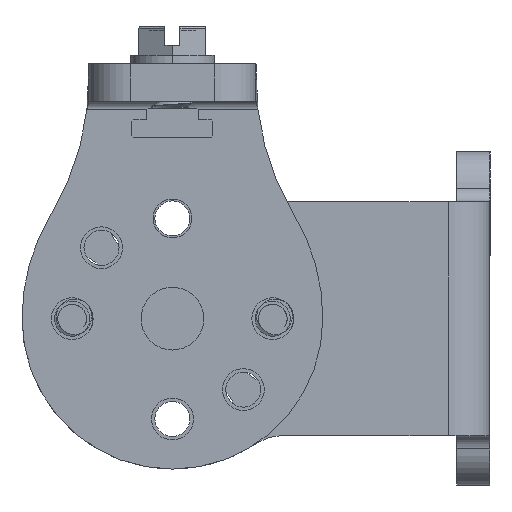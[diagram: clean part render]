
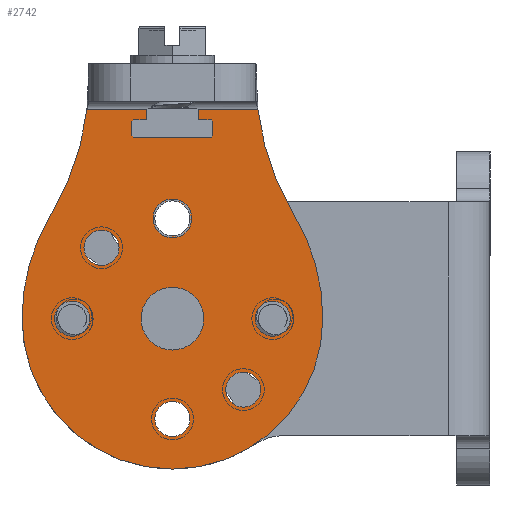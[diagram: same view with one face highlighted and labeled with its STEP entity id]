
A CAD part, left-side view. The second image highlights one B-rep face of the part: STEP entity #2742.
In plain terms, the highlighted face is planar.
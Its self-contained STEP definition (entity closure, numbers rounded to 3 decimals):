
#1972=CARTESIAN_POINT('',(30.5,4.5,6.25));
#1973=DIRECTION('',(0.,1.,0.));
#1974=DIRECTION('',(0.,0.,-1.));
#1975=AXIS2_PLACEMENT_3D('',#1972,#1973,#1974);
#1977=CARTESIAN_POINT('',(30.5,4.5,0.));
#1978=DIRECTION('',(0.,1.,0.));
#1979=DIRECTION('',(1.,0.,0.));
#1980=AXIS2_PLACEMENT_3D('',#1977,#1978,#1979);
#1982=CARTESIAN_POINT('',(30.5,4.5,0.));
#1983=DIRECTION('',(0.,1.,0.));
#1984=DIRECTION('',(0.,0.,1.));
#1985=AXIS2_PLACEMENT_3D('',#1982,#1983,#1984);
#1987=CARTESIAN_POINT('',(30.5,4.5,-6.25));
#1988=DIRECTION('',(0.,1.,0.));
#1989=DIRECTION('',(-0.515,0.,0.857));
#1990=AXIS2_PLACEMENT_3D('',#1987,#1988,#1989);
#1992=CARTESIAN_POINT('',(1.679,4.5,41.665));
#1993=DIRECTION('',(0.,1.,0.));
#1994=DIRECTION('',(0.515,0.,-0.857));
#1995=AXIS2_PLACEMENT_3D('',#1992,#1993,#1994);
#1997=DIRECTION('',(0.,0.,1.));
#1998=VECTOR('',#1997,20.463);
#1999=CARTESIAN_POINT('',(5.5,4.5,-10.231));
#2000=LINE('',#1999,#1998);
#2001=CARTESIAN_POINT('',(1.679,4.5,-41.665));
#2002=DIRECTION('',(0.,1.,0.));
#2003=DIRECTION('',(0.121,0.,0.993));
#2004=AXIS2_PLACEMENT_3D('',#2001,#2002,#2003);
#2006=CARTESIAN_POINT('',(42.5,4.5,0.));
#2007=DIRECTION('',(0.,1.,0.));
#2008=DIRECTION('',(-1.,0.,0.));
#2009=AXIS2_PLACEMENT_3D('',#2006,#2007,#2008);
#2011=CARTESIAN_POINT('',(42.5,4.5,0.));
#2012=DIRECTION('',(0.,1.,0.));
#2013=DIRECTION('',(1.,0.,0.));
#2014=AXIS2_PLACEMENT_3D('',#2011,#2012,#2013);
#2016=CARTESIAN_POINT('',(18.5,4.5,0.));
#2017=DIRECTION('',(0.,1.,0.));
#2018=DIRECTION('',(-1.,0.,0.));
#2019=AXIS2_PLACEMENT_3D('',#2016,#2017,#2018);
#2021=CARTESIAN_POINT('',(18.5,4.5,0.));
#2022=DIRECTION('',(0.,1.,0.));
#2023=DIRECTION('',(1.,0.,0.));
#2024=AXIS2_PLACEMENT_3D('',#2021,#2022,#2023);
#2026=CARTESIAN_POINT('',(22.015,4.5,8.485));
#2027=DIRECTION('',(0.,1.,0.));
#2028=DIRECTION('',(-1.,0.,0.));
#2029=AXIS2_PLACEMENT_3D('',#2026,#2027,#2028);
#2031=CARTESIAN_POINT('',(22.015,4.5,8.485));
#2032=DIRECTION('',(0.,1.,0.));
#2033=DIRECTION('',(1.,0.,0.));
#2034=AXIS2_PLACEMENT_3D('',#2031,#2032,#2033);
#2036=CARTESIAN_POINT('',(38.985,4.5,-8.485));
#2037=DIRECTION('',(0.,1.,0.));
#2038=DIRECTION('',(-1.,0.,0.));
#2039=AXIS2_PLACEMENT_3D('',#2036,#2037,#2038);
#2041=CARTESIAN_POINT('',(38.985,4.5,-8.485));
#2042=DIRECTION('',(0.,1.,0.));
#2043=DIRECTION('',(1.,0.,0.));
#2044=AXIS2_PLACEMENT_3D('',#2041,#2042,#2043);
#2046=CARTESIAN_POINT('',(30.5,4.5,12.));
#2047=DIRECTION('',(0.,1.,0.));
#2048=DIRECTION('',(-1.,0.,0.));
#2049=AXIS2_PLACEMENT_3D('',#2046,#2047,#2048);
#2051=CARTESIAN_POINT('',(30.5,4.5,12.));
#2052=DIRECTION('',(0.,1.,0.));
#2053=DIRECTION('',(1.,0.,0.));
#2054=AXIS2_PLACEMENT_3D('',#2051,#2052,#2053);
#2056=CARTESIAN_POINT('',(30.5,4.5,-12.));
#2057=DIRECTION('',(0.,1.,0.));
#2058=DIRECTION('',(-1.,0.,0.));
#2059=AXIS2_PLACEMENT_3D('',#2056,#2057,#2058);
#2061=CARTESIAN_POINT('',(30.5,4.5,-12.));
#2062=DIRECTION('',(0.,1.,0.));
#2063=DIRECTION('',(1.,0.,0.));
#2064=AXIS2_PLACEMENT_3D('',#2061,#2062,#2063);
#2066=CARTESIAN_POINT('',(30.5,4.5,0.));
#2067=DIRECTION('',(0.,1.,0.));
#2068=DIRECTION('',(-1.,0.,0.));
#2069=AXIS2_PLACEMENT_3D('',#2066,#2067,#2068);
#2071=CARTESIAN_POINT('',(30.5,4.5,0.));
#2072=DIRECTION('',(0.,1.,0.));
#2073=DIRECTION('',(1.,0.,0.));
#2074=AXIS2_PLACEMENT_3D('',#2071,#2072,#2073);
#2301=CARTESIAN_POINT('',(48.5,4.5,0.));
#2303=VERTEX_POINT('',#2301);
#2312=CARTESIAN_POINT('',(30.5,4.5,-18.));
#2313=CARTESIAN_POINT('',(18.001,4.5,-14.53));
#2314=VERTEX_POINT('',#2312);
#2315=VERTEX_POINT('',#2313);
#2316=CARTESIAN_POINT('',(18.001,4.5,14.53));
#2317=CARTESIAN_POINT('',(30.5,4.5,18.));
#2318=VERTEX_POINT('',#2316);
#2319=VERTEX_POINT('',#2317);
#2324=CARTESIAN_POINT('',(5.5,4.5,-10.231));
#2325=VERTEX_POINT('',#2324);
#2326=CARTESIAN_POINT('',(5.5,4.5,10.231));
#2327=VERTEX_POINT('',#2326);
#2381=CARTESIAN_POINT('',(28.4,4.5,-12.));
#2382=CARTESIAN_POINT('',(32.6,4.5,-12.));
#2383=VERTEX_POINT('',#2381);
#2384=VERTEX_POINT('',#2382);
#2385=CARTESIAN_POINT('',(28.4,4.5,12.));
#2386=CARTESIAN_POINT('',(32.6,4.5,12.));
#2387=VERTEX_POINT('',#2385);
#2388=VERTEX_POINT('',#2386);
#2389=CARTESIAN_POINT('',(36.885,4.5,-8.485));
#2390=CARTESIAN_POINT('',(41.085,4.5,-8.485));
#2391=VERTEX_POINT('',#2389);
#2392=VERTEX_POINT('',#2390);
#2393=CARTESIAN_POINT('',(19.915,4.5,8.485));
#2394=CARTESIAN_POINT('',(24.115,4.5,8.485));
#2395=VERTEX_POINT('',#2393);
#2396=VERTEX_POINT('',#2394);
#2405=CARTESIAN_POINT('',(26.75,4.5,0.));
#2406=VERTEX_POINT('',#2405);
#2407=CARTESIAN_POINT('',(34.25,4.5,0.));
#2408=VERTEX_POINT('',#2407);
#2421=CARTESIAN_POINT('',(16.4,4.5,0.));
#2422=CARTESIAN_POINT('',(20.6,4.5,0.));
#2423=VERTEX_POINT('',#2421);
#2424=VERTEX_POINT('',#2422);
#2425=CARTESIAN_POINT('',(40.4,4.5,0.));
#2426=CARTESIAN_POINT('',(44.6,4.5,0.));
#2427=VERTEX_POINT('',#2425);
#2428=VERTEX_POINT('',#2426);
#2685=CARTESIAN_POINT('',(5.5,4.5,-18.));
#2686=DIRECTION('',(0.,-1.,0.));
#2687=DIRECTION('',(1.,0.,0.));
#2688=AXIS2_PLACEMENT_3D('',#2685,#2686,#2687);
#2689=PLANE('',#2688);
#2690=ORIENTED_EDGE('',*,*,#2501,.F.);
#2691=ORIENTED_EDGE('',*,*,#2517,.F.);
#2692=ORIENTED_EDGE('',*,*,#2529,.F.);
#2693=ORIENTED_EDGE('',*,*,#2544,.F.);
#2694=ORIENTED_EDGE('',*,*,#2558,.T.);
#2696=ORIENTED_EDGE('',*,*,#2695,.F.);
#2697=ORIENTED_EDGE('',*,*,#2679,.T.);
#2698=EDGE_LOOP('',(#2690,#2691,#2692,#2693,#2694,#2696,#2697));
#2699=FACE_OUTER_BOUND('',#2698,.F.);
#2701=ORIENTED_EDGE('',*,*,#2700,.T.);
#2703=ORIENTED_EDGE('',*,*,#2702,.T.);
#2704=EDGE_LOOP('',(#2701,#2703));
#2705=FACE_BOUND('',#2704,.F.);
#2707=ORIENTED_EDGE('',*,*,#2706,.T.);
#2709=ORIENTED_EDGE('',*,*,#2708,.T.);
#2710=EDGE_LOOP('',(#2707,#2709));
#2711=FACE_BOUND('',#2710,.F.);
#2713=ORIENTED_EDGE('',*,*,#2712,.T.);
#2715=ORIENTED_EDGE('',*,*,#2714,.T.);
#2716=EDGE_LOOP('',(#2713,#2715));
#2717=FACE_BOUND('',#2716,.F.);
#2719=ORIENTED_EDGE('',*,*,#2718,.T.);
#2721=ORIENTED_EDGE('',*,*,#2720,.T.);
#2722=EDGE_LOOP('',(#2719,#2721));
#2723=FACE_BOUND('',#2722,.F.);
#2725=ORIENTED_EDGE('',*,*,#2724,.T.);
#2727=ORIENTED_EDGE('',*,*,#2726,.T.);
#2728=EDGE_LOOP('',(#2725,#2727));
#2729=FACE_BOUND('',#2728,.F.);
#2731=ORIENTED_EDGE('',*,*,#2730,.T.);
#2733=ORIENTED_EDGE('',*,*,#2732,.T.);
#2734=EDGE_LOOP('',(#2731,#2733));
#2735=FACE_BOUND('',#2734,.F.);
#2737=ORIENTED_EDGE('',*,*,#2736,.T.);
#2739=ORIENTED_EDGE('',*,*,#2738,.T.);
#2740=EDGE_LOOP('',(#2737,#2739));
#2741=FACE_BOUND('',#2740,.F.);
#2742=ADVANCED_FACE('',(#2699,#2705,#2711,#2717,#2723,#2729,#2735,#2741),#2689,
.F.);
#1976=CIRCLE('',#1975,24.25);
#1981=CIRCLE('',#1980,18.);
#1986=CIRCLE('',#1985,18.);
#1991=CIRCLE('',#1990,24.25);
#1996=CIRCLE('',#1995,31.665);
#2005=CIRCLE('',#2004,31.665);
#2010=CIRCLE('',#2009,2.1);
#2015=CIRCLE('',#2014,2.1);
#2020=CIRCLE('',#2019,2.1);
#2025=CIRCLE('',#2024,2.1);
#2030=CIRCLE('',#2029,2.1);
#2035=CIRCLE('',#2034,2.1);
#2040=CIRCLE('',#2039,2.1);
#2045=CIRCLE('',#2044,2.1);
#2050=CIRCLE('',#2049,2.1);
#2055=CIRCLE('',#2054,2.1);
#2060=CIRCLE('',#2059,2.1);
#2065=CIRCLE('',#2064,2.1);
#2070=CIRCLE('',#2069,3.75);
#2075=CIRCLE('',#2074,3.75);
#2501=EDGE_CURVE('',#2314,#2315,#1976,.T.);
#2517=EDGE_CURVE('',#2303,#2314,#1981,.T.);
#2529=EDGE_CURVE('',#2319,#2303,#1986,.T.);
#2544=EDGE_CURVE('',#2318,#2319,#1991,.T.);
#2558=EDGE_CURVE('',#2318,#2327,#1996,.T.);
#2679=EDGE_CURVE('',#2325,#2315,#2005,.T.);
#2695=EDGE_CURVE('',#2325,#2327,#2000,.T.);
#2700=EDGE_CURVE('',#2427,#2428,#2010,.T.);
#2702=EDGE_CURVE('',#2428,#2427,#2015,.T.);
#2706=EDGE_CURVE('',#2423,#2424,#2020,.T.);
#2708=EDGE_CURVE('',#2424,#2423,#2025,.T.);
#2712=EDGE_CURVE('',#2395,#2396,#2030,.T.);
#2714=EDGE_CURVE('',#2396,#2395,#2035,.T.);
#2718=EDGE_CURVE('',#2391,#2392,#2040,.T.);
#2720=EDGE_CURVE('',#2392,#2391,#2045,.T.);
#2724=EDGE_CURVE('',#2387,#2388,#2050,.T.);
#2726=EDGE_CURVE('',#2388,#2387,#2055,.T.);
#2730=EDGE_CURVE('',#2383,#2384,#2060,.T.);
#2732=EDGE_CURVE('',#2384,#2383,#2065,.T.);
#2736=EDGE_CURVE('',#2406,#2408,#2070,.T.);
#2738=EDGE_CURVE('',#2408,#2406,#2075,.T.);
